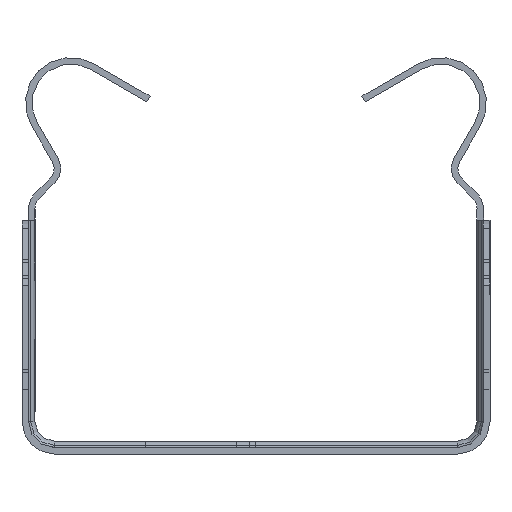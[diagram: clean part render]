
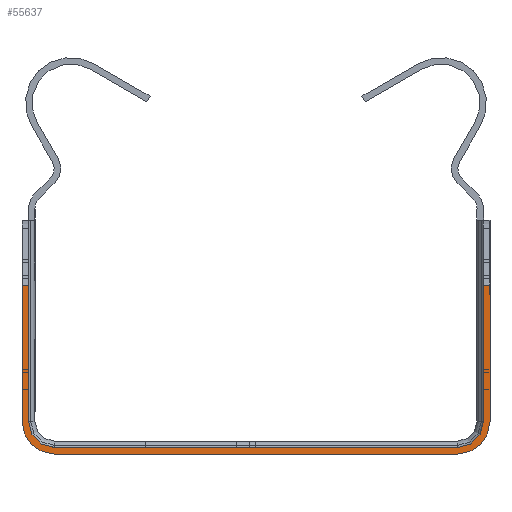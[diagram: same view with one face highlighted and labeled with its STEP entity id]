
A CAD part, front view. The second image highlights one B-rep face of the part: STEP entity #55637.
In plain terms, the highlighted planar face has unit normal (0, -1, 0).
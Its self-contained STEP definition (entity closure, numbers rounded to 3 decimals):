
#3026=CIRCLE('',#60721,2.5);
#3027=CIRCLE('',#60724,2.5);
#3055=CIRCLE('',#60795,2.);
#3056=CIRCLE('',#60796,2.);
#6965=FACE_OUTER_BOUND('',#10339,.T.);
#10339=EDGE_LOOP('',(#51248,#51249,#51250,#51251,#51252,#51253,#51254,#51255,
#51256,#51257,#51258,#51259));
#15937=LINE('',#92666,#21628);
#15952=LINE('',#92715,#21643);
#15956=LINE('',#92727,#21647);
#16027=LINE('',#92919,#21718);
#16030=LINE('',#92925,#21721);
#16032=LINE('',#92932,#21723);
#16033=LINE('',#92936,#21724);
#16034=LINE('',#92939,#21725);
#21628=VECTOR('',#76487,10.);
#21643=VECTOR('',#76526,10.);
#21647=VECTOR('',#76538,10.);
#21718=VECTOR('',#76737,10.);
#21721=VECTOR('',#76742,10.);
#21723=VECTOR('',#76750,10.);
#21724=VECTOR('',#76753,10.);
#21725=VECTOR('',#76756,10.);
#26985=VERTEX_POINT('',#92663);
#26986=VERTEX_POINT('',#92665);
#27007=VERTEX_POINT('',#92709);
#27008=VERTEX_POINT('',#92713);
#27009=VERTEX_POINT('',#92717);
#27012=VERTEX_POINT('',#92725);
#27069=VERTEX_POINT('',#92917);
#27071=VERTEX_POINT('',#92922);
#27073=VERTEX_POINT('',#92931);
#27074=VERTEX_POINT('',#92933);
#27075=VERTEX_POINT('',#92935);
#27076=VERTEX_POINT('',#92937);
#35019=EDGE_CURVE('',#26986,#26985,#15937,.T.);
#35042=EDGE_CURVE('',#26985,#27007,#3026,.T.);
#35044=EDGE_CURVE('',#27007,#27008,#15952,.T.);
#35046=EDGE_CURVE('',#27008,#27009,#3027,.T.);
#35050=EDGE_CURVE('',#27009,#27012,#15956,.T.);
#35146=EDGE_CURVE('',#27012,#27069,#16027,.T.);
#35149=EDGE_CURVE('',#27071,#26986,#16030,.T.);
#35152=EDGE_CURVE('',#27069,#27073,#16032,.T.);
#35153=EDGE_CURVE('',#27073,#27074,#3055,.T.);
#35154=EDGE_CURVE('',#27074,#27075,#16033,.T.);
#35155=EDGE_CURVE('',#27075,#27076,#3056,.T.);
#35156=EDGE_CURVE('',#27076,#27071,#16034,.T.);
#51248=ORIENTED_EDGE('',*,*,#35149,.T.);
#51249=ORIENTED_EDGE('',*,*,#35019,.T.);
#51250=ORIENTED_EDGE('',*,*,#35042,.T.);
#51251=ORIENTED_EDGE('',*,*,#35044,.T.);
#51252=ORIENTED_EDGE('',*,*,#35046,.T.);
#51253=ORIENTED_EDGE('',*,*,#35050,.T.);
#51254=ORIENTED_EDGE('',*,*,#35146,.T.);
#51255=ORIENTED_EDGE('',*,*,#35152,.T.);
#51256=ORIENTED_EDGE('',*,*,#35153,.T.);
#51257=ORIENTED_EDGE('',*,*,#35154,.T.);
#51258=ORIENTED_EDGE('',*,*,#35155,.T.);
#51259=ORIENTED_EDGE('',*,*,#35156,.T.);
#52894=PLANE('',#60794);
#55637=ADVANCED_FACE('',(#6965),#52894,.T.);
#60721=AXIS2_PLACEMENT_3D('',#92711,#76521,#76522);
#60724=AXIS2_PLACEMENT_3D('',#92719,#76530,#76531);
#60794=AXIS2_PLACEMENT_3D('',#92930,#76748,#76749);
#60795=AXIS2_PLACEMENT_3D('',#92934,#76751,#76752);
#60796=AXIS2_PLACEMENT_3D('',#92938,#76754,#76755);
#76487=DIRECTION('',(0.,0.,-1.));
#76521=DIRECTION('center_axis',(0.,-1.,0.));
#76522=DIRECTION('ref_axis',(-1.,0.,0.));
#76526=DIRECTION('',(1.,0.,0.));
#76530=DIRECTION('center_axis',(0.,-1.,0.));
#76531=DIRECTION('ref_axis',(0.,0.,-1.));
#76538=DIRECTION('',(0.,0.,1.));
#76737=DIRECTION('',(-1.,0.,0.));
#76742=DIRECTION('',(-1.,0.,0.));
#76748=DIRECTION('center_axis',(0.,-1.,0.));
#76749=DIRECTION('ref_axis',(0.,0.,-1.));
#76750=DIRECTION('',(0.,0.,-1.));
#76751=DIRECTION('center_axis',(0.,1.,0.));
#76752=DIRECTION('ref_axis',(0.,0.,
1.));
#76753=DIRECTION('',(-1.,0.,0.));
#76754=DIRECTION('center_axis',(0.,1.,0.));
#76755=DIRECTION('ref_axis',(1.,0.,0.));
#76756=DIRECTION('',(0.,0.,1.));
#92663=CARTESIAN_POINT('',(-18.,-36.,2.));
#92665=CARTESIAN_POINT('',(-18.,-36.,12.5));
#92666=CARTESIAN_POINT('',(-18.,-36.,18.387));
#92709=CARTESIAN_POINT('',(-15.5,-36.,-0.5));
#92711=CARTESIAN_POINT('Origin',(-15.5,-36.,2.));
#92713=CARTESIAN_POINT('',(15.5,-36.,-0.5));
#92715=CARTESIAN_POINT('',(-15.5,-36.,-0.5));
#92717=CARTESIAN_POINT('',(18.,-36.,2.));
#92719=CARTESIAN_POINT('Origin',(15.5,-36.,2.));
#92725=CARTESIAN_POINT('',(18.,-36.,12.5));
#92727=CARTESIAN_POINT('',(18.,-36.,2.));
#92917=CARTESIAN_POINT('',(17.5,-36.,12.5));
#92919=CARTESIAN_POINT('',(8.75,-36.,12.5));
#92922=CARTESIAN_POINT('',(-17.5,-36.,12.5));
#92925=CARTESIAN_POINT('',(8.75,-36.,12.5));
#92930=CARTESIAN_POINT('Origin',(0.,-36.,8.5));
#92931=CARTESIAN_POINT('',(17.5,-36.,2.));
#92932=CARTESIAN_POINT('',(17.5,-36.,18.387));
#92933=CARTESIAN_POINT('',(15.5,-36.,0.));
#92934=CARTESIAN_POINT('Origin',(15.5,-36.,2.));
#92935=CARTESIAN_POINT('',(-15.5,-36.,0.));
#92936=CARTESIAN_POINT('',(15.5,-36.,0.));
#92937=CARTESIAN_POINT('',(-17.5,-36.,2.));
#92938=CARTESIAN_POINT('Origin',(-15.5,-36.,2.));
#92939=CARTESIAN_POINT('',(-17.5,-36.,2.));
